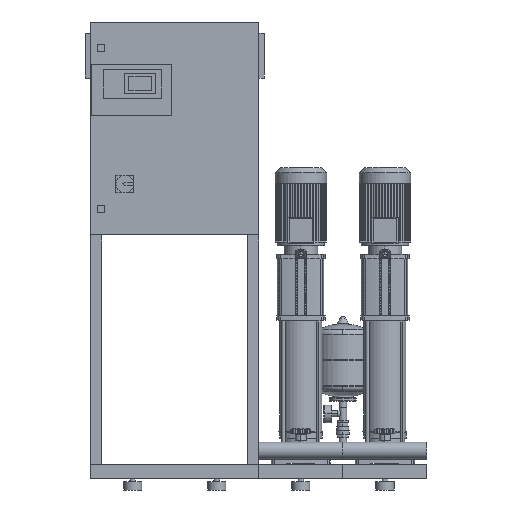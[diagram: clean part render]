
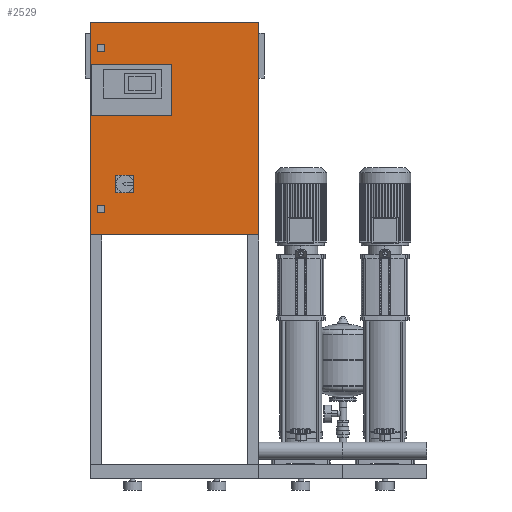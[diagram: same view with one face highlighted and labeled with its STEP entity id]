
A CAD part, front view. The second image highlights one B-rep face of the part: STEP entity #2529.
In plain terms, the highlighted planar face has unit normal (0, -1, 0).
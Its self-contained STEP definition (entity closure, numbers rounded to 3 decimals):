
#1148=CARTESIAN_POINT('',(-550.0,-225.,1590.0));
#1149=VERTEX_POINT('',#1148);
#1156=CARTESIAN_POINT('',(-575.0,-225.,1590.0));
#1157=VERTEX_POINT('',#1156);
#1158=CARTESIAN_POINT('',(-575.0,-225.,1590.0));
#1159=DIRECTION('',(1.0,0.0,0.0));
#1160=VECTOR('',#1159,25.0);
#1161=LINE('',#1158,#1160);
#1162=EDGE_CURVE('',#1157,#1149,#1161,.T.);
#1180=CARTESIAN_POINT('',(-575.0,-225.,1565.0));
#1181=VERTEX_POINT('',#1180);
#1182=CARTESIAN_POINT('',(-575.0,-225.,1565.0));
#1183=DIRECTION('',(0.0,0.0,1.0));
#1184=VECTOR('',#1183,25.0);
#1185=LINE('',#1182,#1184);
#1186=EDGE_CURVE('',#1181,#1157,#1185,.T.);
#1204=CARTESIAN_POINT('',(-550.0,-225.,1565.0));
#1205=VERTEX_POINT('',#1204);
#1206=CARTESIAN_POINT('',(-550.0,-225.,1565.0));
#1207=DIRECTION('',(-1.0,0.0,0.0));
#1208=VECTOR('',#1207,25.0);
#1209=LINE('',#1206,#1208);
#1210=EDGE_CURVE('',#1205,#1181,#1209,.T.);
#1228=CARTESIAN_POINT('',(-550.0,-225.,1590.0));
#1229=DIRECTION('',(0.0,0.0,-1.0));
#1230=VECTOR('',#1229,25.0);
#1231=LINE('',#1228,#1230);
#1232=EDGE_CURVE('',#1149,#1205,#1231,.T.);
#1253=CARTESIAN_POINT('',(-550.,-225.,990.0));
#1254=VERTEX_POINT('',#1253);
#1261=CARTESIAN_POINT('',(-550.,-225.,1015.0));
#1262=VERTEX_POINT('',#1261);
#1263=CARTESIAN_POINT('',(-550.,-225.,1015.0));
#1264=DIRECTION('',(0.0,0.0,-1.0));
#1265=VECTOR('',#1264,25.0);
#1266=LINE('',#1263,#1265);
#1267=EDGE_CURVE('',#1262,#1254,#1266,.T.);
#1291=CARTESIAN_POINT('',(-575.,-225.,990.0));
#1292=VERTEX_POINT('',#1291);
#1299=CARTESIAN_POINT('',(-550.,-225.,990.0));
#1300=DIRECTION('',(-1.0,0.0,0.0));
#1301=VECTOR('',#1300,25.0);
#1302=LINE('',#1299,#1301);
#1303=EDGE_CURVE('',#1254,#1292,#1302,.T.);
#1322=CARTESIAN_POINT('',(-575.,-225.,1015.0));
#1323=VERTEX_POINT('',#1322);
#1330=CARTESIAN_POINT('',(-575.,-225.,990.0));
#1331=DIRECTION('',(0.0,0.0,1.0));
#1332=VECTOR('',#1331,25.0);
#1333=LINE('',#1330,#1332);
#1334=EDGE_CURVE('',#1292,#1323,#1333,.T.);
#1352=CARTESIAN_POINT('',(-575.,-225.,1015.0));
#1353=DIRECTION('',(1.0,0.0,0.0));
#1354=VECTOR('',#1353,25.0);
#1355=LINE('',#1352,#1354);
#1356=EDGE_CURVE('',#1323,#1262,#1355,.T.);
#2061=CARTESIAN_POINT('',(-598.0,-225.,1520.0));
#2062=VERTEX_POINT('',#2061);
#2069=CARTESIAN_POINT('',(-598.0,-225.,1335.0));
#2070=VERTEX_POINT('',#2069);
#2071=CARTESIAN_POINT('',(-598.0,-225.,1335.0));
#2072=DIRECTION('',(0.0,0.0,1.0));
#2073=VECTOR('',#2072,185.0);
#2074=LINE('',#2071,#2073);
#2075=EDGE_CURVE('',#2070,#2062,#2074,.T.);
#2100=CARTESIAN_POINT('',(-312.,-225.,1335.0));
#2101=VERTEX_POINT('',#2100);
#2102=CARTESIAN_POINT('',(-312.,-225.,1335.0));
#2103=DIRECTION('',(-1.0,0.0,0.0));
#2104=VECTOR('',#2103,286.);
#2105=LINE('',#2102,#2104);
#2106=EDGE_CURVE('',#2101,#2070,#2105,.T.);
#2131=CARTESIAN_POINT('',(-312.0,-225.,1520.0));
#2132=VERTEX_POINT('',#2131);
#2133=CARTESIAN_POINT('',(-312.0,-225.,1520.0));
#2134=DIRECTION('',(0.0,0.0,-1.0));
#2135=VECTOR('',#2134,185.0);
#2136=LINE('',#2133,#2135);
#2137=EDGE_CURVE('',#2132,#2101,#2136,.T.);
#2160=CARTESIAN_POINT('',(-598.0,-225.,1520.0));
#2161=DIRECTION('',(1.0,0.0,0.0));
#2162=VECTOR('',#2161,286.0);
#2163=LINE('',#2160,#2162);
#2164=EDGE_CURVE('',#2062,#2132,#2163,.T.);
#2472=CARTESIAN_POINT('',(-300.,-225.,1290.0));
#2473=DIRECTION('',(0.0,-1.0,0.0));
#2474=DIRECTION('',(1.0,0.0,0.0));
#2475=AXIS2_PLACEMENT_3D('',#2472,#2473,#2474);
#2476=PLANE('',#2475);
#2477=CARTESIAN_POINT('',(-600.,-225.,910.0));
#2478=VERTEX_POINT('',#2477);
#2479=CARTESIAN_POINT('',(-600.0,-225.0,1670.0));
#2480=VERTEX_POINT('',#2479);
#2481=CARTESIAN_POINT('',(-600.,-225.,910.0));
#2482=DIRECTION('',(0.0,0.0,1.0));
#2483=VECTOR('',#2482,760.0);
#2484=LINE('',#2481,#2483);
#2485=EDGE_CURVE('',#2478,#2480,#2484,.T.);
#2486=ORIENTED_EDGE('',*,*,#2485,.F.);
#2487=CARTESIAN_POINT('',(0.0,-225.,910.0));
#2488=VERTEX_POINT('',#2487);
#2489=CARTESIAN_POINT('',(0.0,-225.,910.0));
#2490=DIRECTION('',(-1.0,0.0,0.0));
#2491=VECTOR('',#2490,600.);
#2492=LINE('',#2489,#2491);
#2493=EDGE_CURVE('',#2488,#2478,#2492,.T.);
#2494=ORIENTED_EDGE('',*,*,#2493,.F.);
#2495=CARTESIAN_POINT('',(0.0,-225.0,1670.0));
#2496=VERTEX_POINT('',#2495);
#2497=CARTESIAN_POINT('',(0.0,-225.0,1670.0));
#2498=DIRECTION('',(0.0,0.0,-1.0));
#2499=VECTOR('',#2498,760.0);
#2500=LINE('',#2497,#2499);
#2501=EDGE_CURVE('',#2496,#2488,#2500,.T.);
#2502=ORIENTED_EDGE('',*,*,#2501,.F.);
#2503=CARTESIAN_POINT('',(-600.0,-225.0,1670.0));
#2504=DIRECTION('',(1.0,0.0,0.0));
#2505=VECTOR('',#2504,600.0);
#2506=LINE('',#2503,#2505);
#2507=EDGE_CURVE('',#2480,#2496,#2506,.T.);
#2508=ORIENTED_EDGE('',*,*,#2507,.F.);
#2509=EDGE_LOOP('',(#2486,#2494,#2502,#2508));
#2510=FACE_OUTER_BOUND('',#2509,.T.);
#2511=ORIENTED_EDGE('',*,*,#1162,.T.);
#2512=ORIENTED_EDGE('',*,*,#1232,.T.);
#2513=ORIENTED_EDGE('',*,*,#1210,.T.);
#2514=ORIENTED_EDGE('',*,*,#1186,.T.);
#2515=EDGE_LOOP('',(#2511,#2512,#2513,#2514));
#2516=FACE_BOUND('',#2515,.T.);
#2517=ORIENTED_EDGE('',*,*,#1267,.T.);
#2518=ORIENTED_EDGE('',*,*,#1303,.T.);
#2519=ORIENTED_EDGE('',*,*,#1334,.T.);
#2520=ORIENTED_EDGE('',*,*,#1356,.T.);
#2521=EDGE_LOOP('',(#2517,#2518,#2519,#2520));
#2522=FACE_BOUND('',#2521,.T.);
#2523=ORIENTED_EDGE('',*,*,#2075,.T.);
#2524=ORIENTED_EDGE('',*,*,#2164,.T.);
#2525=ORIENTED_EDGE('',*,*,#2137,.T.);
#2526=ORIENTED_EDGE('',*,*,#2106,.T.);
#2527=EDGE_LOOP('',(#2523,#2524,#2525,#2526));
#2528=FACE_BOUND('',#2527,.T.);
#2529=ADVANCED_FACE('',(#2510,#2516,#2522,#2528),#2476,.T.);
